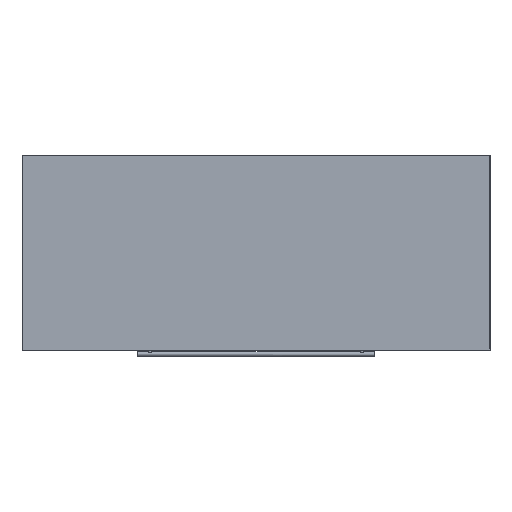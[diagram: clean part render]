
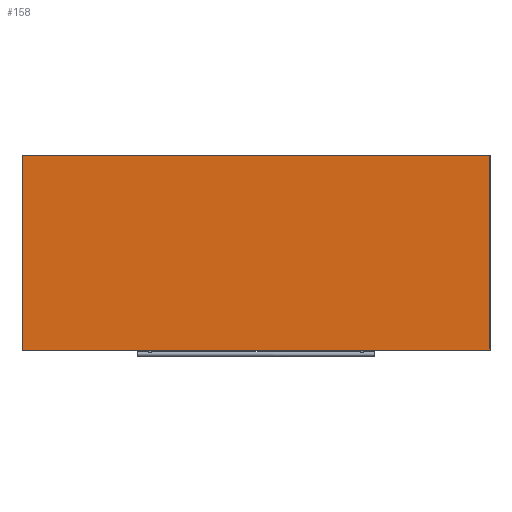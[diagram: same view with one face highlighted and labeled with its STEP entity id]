
A CAD part, top view. The second image highlights one B-rep face of the part: STEP entity #158.
In plain terms, the highlighted face is planar.
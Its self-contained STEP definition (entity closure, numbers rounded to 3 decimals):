
#158=ADVANCED_FACE('',(#267),#1642,.T.);
#267=FACE_OUTER_BOUND('',#376,.T.);
#376=EDGE_LOOP('',(#510,#511,#512,#513));
#510=ORIENTED_EDGE('',*,*,#980,.T.);
#511=ORIENTED_EDGE('',*,*,#990,.T.);
#512=ORIENTED_EDGE('',*,*,#991,.T.);
#513=ORIENTED_EDGE('',*,*,#992,.T.);
#980=EDGE_CURVE('',#1461,#1460,#1264,.T.);
#990=EDGE_CURVE('',#1460,#1470,#1274,.T.);
#991=EDGE_CURVE('',#1470,#1471,#1275,.T.);
#992=EDGE_CURVE('',#1471,#1461,#1276,.T.);
#1264=B_SPLINE_CURVE_WITH_KNOTS('',1,(#2392,#2393),.UNSPECIFIED.,.F.,.F.,
(2,2),(-1198.,0.),.UNSPECIFIED.);
#1274=B_SPLINE_CURVE_WITH_KNOTS('',1,(#2412,#2413),.UNSPECIFIED.,.F.,.F.,
(2,2),(0.,499.),.UNSPECIFIED.);
#1275=B_SPLINE_CURVE_WITH_KNOTS('',1,(#2414,#2415),.UNSPECIFIED.,.F.,.F.,
(2,2),(0.,1198.),.UNSPECIFIED.);
#1276=B_SPLINE_CURVE_WITH_KNOTS('',1,(#2416,#2417),.UNSPECIFIED.,.F.,.F.,
(2,2),(0.,499.),.UNSPECIFIED.);
#1460=VERTEX_POINT('',#2366);
#1461=VERTEX_POINT('',#2367);
#1470=VERTEX_POINT('',#2376);
#1471=VERTEX_POINT('',#2377);
#1642=PLANE('',#1903);
#1903=AXIS2_PLACEMENT_3D('',#2168,#2029,$);
#2029=DIRECTION('',(0.,1.,0.));
#2168=CARTESIAN_POINT('',(-718.8,20.,-299.9));
#2366=CARTESIAN_POINT('',(-599.,20.,-250.));
#2367=CARTESIAN_POINT('',(599.,20.,-250.));
#2376=CARTESIAN_POINT('',(-599.,20.,249.));
#2377=CARTESIAN_POINT('',(599.,20.,249.));
#2392=CARTESIAN_POINT('',(599.,20.,-250.));
#2393=CARTESIAN_POINT('',(-599.,20.,-250.));
#2412=CARTESIAN_POINT('',(-599.,20.,-250.));
#2413=CARTESIAN_POINT('',(-599.,20.,249.));
#2414=CARTESIAN_POINT('',(-599.,20.,249.));
#2415=CARTESIAN_POINT('',(599.,20.,249.));
#2416=CARTESIAN_POINT('',(599.,20.,249.));
#2417=CARTESIAN_POINT('',(599.,20.,-250.));
